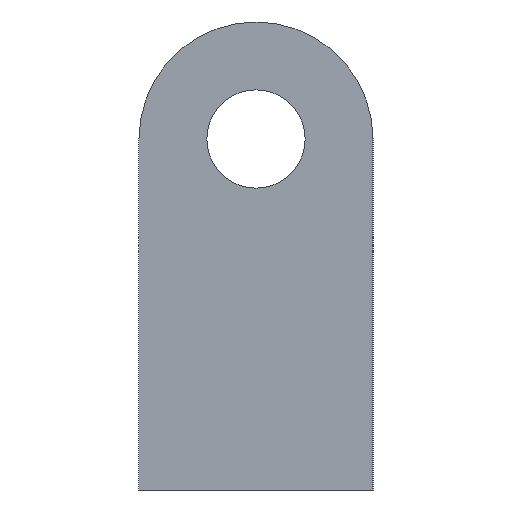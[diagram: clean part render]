
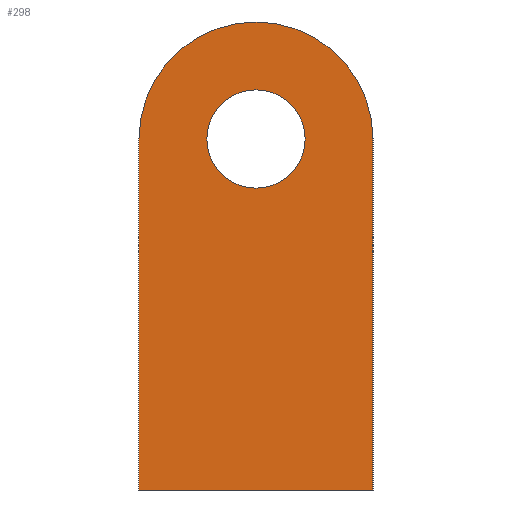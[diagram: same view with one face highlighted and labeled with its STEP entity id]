
A CAD part, left-side view. The second image highlights one B-rep face of the part: STEP entity #298.
In plain terms, the highlighted planar face has unit normal (-1, 0, 0).
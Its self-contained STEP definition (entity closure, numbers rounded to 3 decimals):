
#20=FACE_BOUND('',#65,.T.);
#30=PLANE('',#340);
#44=FACE_OUTER_BOUND('',#64,.T.);
#64=EDGE_LOOP('',(#259,#260,#261,#262));
#65=EDGE_LOOP('',(#263));
#77=LINE('',#454,#102);
#83=LINE('',#466,#108);
#89=LINE('',#478,#114);
#102=VECTOR('',#371,10.);
#108=VECTOR('',#379,10.);
#114=VECTOR('',#387,10.);
#130=CIRCLE('',#330,2.1);
#136=CIRCLE('',#341,5.);
#144=VERTEX_POINT('',#451);
#145=VERTEX_POINT('',#453);
#150=VERTEX_POINT('',#465);
#155=VERTEX_POINT('',#476);
#160=VERTEX_POINT('',#489);
#173=EDGE_CURVE('',#144,#145,#77,.T.);
#179=EDGE_CURVE('',#145,#150,#83,.T.);
#185=EDGE_CURVE('',#144,#155,#89,.T.);
#192=EDGE_CURVE('',#160,#160,#130,.T.);
#201=EDGE_CURVE('',#150,#155,#136,.T.);
#259=ORIENTED_EDGE('',*,*,#179,.F.);
#260=ORIENTED_EDGE('',*,*,#173,.F.);
#261=ORIENTED_EDGE('',*,*,#185,.T.);
#262=ORIENTED_EDGE('',*,*,#201,.F.);
#263=ORIENTED_EDGE('',*,*,#192,.T.);
#298=ADVANCED_FACE('',(#44,#20),#30,.T.);
#330=AXIS2_PLACEMENT_3D('',#491,#397,#398);
#340=AXIS2_PLACEMENT_3D('',#506,#420,#421);
#341=AXIS2_PLACEMENT_3D('',#507,#422,#423);
#371=DIRECTION('',(0.,1.,0.));
#379=DIRECTION('',(0.,0.,1.));
#387=DIRECTION('',(0.,0.,1.));
#397=DIRECTION('center_axis',(1.,0.,0.));
#398=DIRECTION('ref_axis',(0.,1.,0.));
#420=DIRECTION('center_axis',(-1.,0.,0.));
#421=DIRECTION('ref_axis',(0.,-1.,0.));
#422=DIRECTION('center_axis',(1.,0.,0.));
#423=DIRECTION('ref_axis',(0.,-0.707,0.707));
#451=CARTESIAN_POINT('',(-70.,0.,0.));
#453=CARTESIAN_POINT('',(-70.,10.,0.));
#454=CARTESIAN_POINT('',(-70.,0.,0.));
#465=CARTESIAN_POINT('',(-70.,10.,15.));
#466=CARTESIAN_POINT('',(-70.,10.,0.));
#476=CARTESIAN_POINT('',(-70.,0.,15.));
#478=CARTESIAN_POINT('',(-70.,0.,0.));
#489=CARTESIAN_POINT('',(-70.,2.9,15.));
#491=CARTESIAN_POINT('Origin',(-70.,5.,15.));
#506=CARTESIAN_POINT('Origin',(-70.,10.,0.));
#507=CARTESIAN_POINT('Origin',(-70.,5.,15.));
